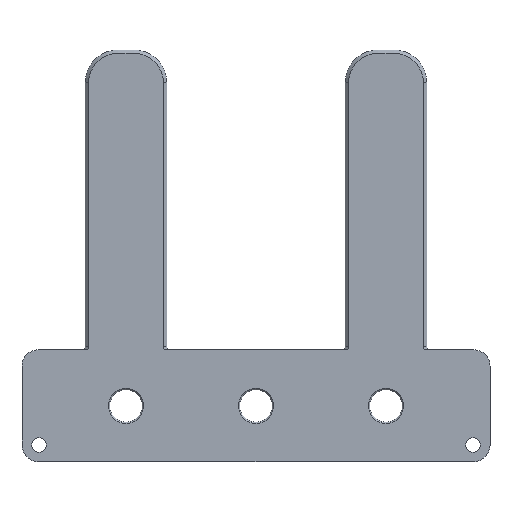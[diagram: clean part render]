
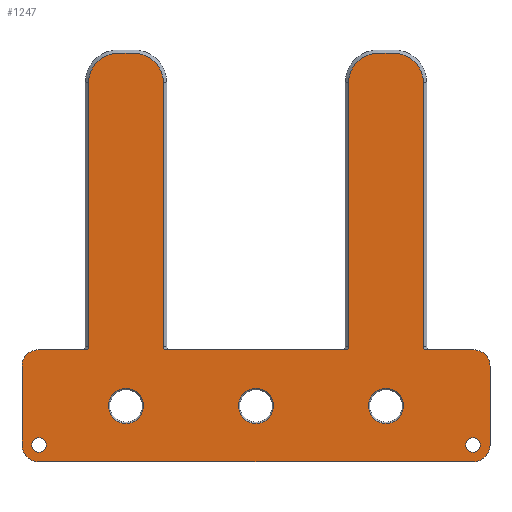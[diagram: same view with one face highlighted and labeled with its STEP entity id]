
A CAD part, top view. The second image highlights one B-rep face of the part: STEP entity #1247.
In plain terms, the highlighted planar face has unit normal (0, 0, 1).
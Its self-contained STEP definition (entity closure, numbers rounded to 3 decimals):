
#32=FACE_BOUND('',#164,.T.);
#33=FACE_BOUND('',#165,.T.);
#34=FACE_BOUND('',#166,.T.);
#35=FACE_BOUND('',#167,.T.);
#36=FACE_BOUND('',#168,.T.);
#42=PLANE('',#1341);
#85=FACE_OUTER_BOUND('',#163,.T.);
#163=EDGE_LOOP('',(#857,#858,#859,#860,#861,#862,#863,#864,#865,#866,#867,
#868,#869,#870,#871,#872,#873,#874,#875,#876,#877,#878,#879,#880));
#164=EDGE_LOOP('',(#881));
#165=EDGE_LOOP('',(#882));
#166=EDGE_LOOP('',(#883));
#167=EDGE_LOOP('',(#884));
#168=EDGE_LOOP('',(#885));
#251=LINE('',#1873,#379);
#252=LINE('',#1877,#380);
#253=LINE('',#1881,#381);
#254=LINE('',#1885,#382);
#255=LINE('',#1889,#383);
#256=LINE('',#1893,#384);
#257=LINE('',#1897,#385);
#258=LINE('',#1901,#386);
#259=LINE('',#1905,#387);
#260=LINE('',#1909,#388);
#261=LINE('',#1913,#389);
#262=LINE('',#1916,#390);
#379=VECTOR('',#1482,10.);
#380=VECTOR('',#1485,10.);
#381=VECTOR('',#1488,10.);
#382=VECTOR('',#1491,10.);
#383=VECTOR('',#1494,10.);
#384=VECTOR('',#1497,10.);
#385=VECTOR('',#1500,10.);
#386=VECTOR('',#1503,10.);
#387=VECTOR('',#1506,10.);
#388=VECTOR('',#1509,10.);
#389=VECTOR('',#1512,10.);
#390=VECTOR('',#1515,10.);
#506=CIRCLE('',#1339,5.4);
#508=CIRCLE('',#1342,2.);
#509=CIRCLE('',#1343,9.);
#510=CIRCLE('',#1344,9.);
#511=CIRCLE('',#1345,2.);
#512=CIRCLE('',#1346,2.);
#513=CIRCLE('',#1347,9.);
#514=CIRCLE('',#1348,9.);
#515=CIRCLE('',#1349,2.);
#516=CIRCLE('',#1350,5.);
#517=CIRCLE('',#1351,5.2);
#518=CIRCLE('',#1352,5.2);
#519=CIRCLE('',#1353,5.);
#520=CIRCLE('',#1354,5.4);
#521=CIRCLE('',#1355,2.25);
#522=CIRCLE('',#1356,2.25);
#523=CIRCLE('',#1357,5.4);
#559=VERTEX_POINT('',#1863);
#561=VERTEX_POINT('',#1869);
#562=VERTEX_POINT('',#1870);
#563=VERTEX_POINT('',#1872);
#564=VERTEX_POINT('',#1874);
#565=VERTEX_POINT('',#1876);
#566=VERTEX_POINT('',#1878);
#567=VERTEX_POINT('',#1880);
#568=VERTEX_POINT('',#1882);
#569=VERTEX_POINT('',#1884);
#570=VERTEX_POINT('',#1886);
#571=VERTEX_POINT('',#1888);
#572=VERTEX_POINT('',#1890);
#573=VERTEX_POINT('',#1892);
#574=VERTEX_POINT('',#1894);
#575=VERTEX_POINT('',#1896);
#576=VERTEX_POINT('',#1898);
#577=VERTEX_POINT('',#1900);
#578=VERTEX_POINT('',#1902);
#579=VERTEX_POINT('',#1904);
#580=VERTEX_POINT('',#1906);
#581=VERTEX_POINT('',#1908);
#582=VERTEX_POINT('',#1910);
#583=VERTEX_POINT('',#1912);
#584=VERTEX_POINT('',#1914);
#585=VERTEX_POINT('',#1917);
#586=VERTEX_POINT('',#1919);
#587=VERTEX_POINT('',#1921);
#588=VERTEX_POINT('',#1923);
#668=EDGE_CURVE('',#559,#559,#506,.T.);
#671=EDGE_CURVE('',#561,#562,#508,.T.);
#672=EDGE_CURVE('',#563,#561,#251,.T.);
#673=EDGE_CURVE('',#564,#563,#509,.T.);
#674=EDGE_CURVE('',#565,#564,#252,.T.);
#675=EDGE_CURVE('',#566,#565,#510,.T.);
#676=EDGE_CURVE('',#567,#566,#253,.T.);
#677=EDGE_CURVE('',#568,#567,#511,.T.);
#678=EDGE_CURVE('',#568,#569,#254,.T.);
#679=EDGE_CURVE('',#570,#569,#512,.T.);
#680=EDGE_CURVE('',#571,#570,#255,.T.);
#681=EDGE_CURVE('',#572,#571,#513,.T.);
#682=EDGE_CURVE('',#573,#572,#256,.T.);
#683=EDGE_CURVE('',#574,#573,#514,.T.);
#684=EDGE_CURVE('',#575,#574,#257,.T.);
#685=EDGE_CURVE('',#576,#575,#515,.T.);
#686=EDGE_CURVE('',#576,#577,#258,.T.);
#687=EDGE_CURVE('',#577,#578,#516,.T.);
#688=EDGE_CURVE('',#578,#579,#259,.T.);
#689=EDGE_CURVE('',#579,#580,#517,.T.);
#690=EDGE_CURVE('',#580,#581,#260,.T.);
#691=EDGE_CURVE('',#581,#582,#518,.T.);
#692=EDGE_CURVE('',#582,#583,#261,.T.);
#693=EDGE_CURVE('',#583,#584,#519,.T.);
#694=EDGE_CURVE('',#584,#562,#262,.T.);
#695=EDGE_CURVE('',#585,#585,#520,.T.);
#696=EDGE_CURVE('',#586,#586,#521,.T.);
#697=EDGE_CURVE('',#587,#587,#522,.T.);
#698=EDGE_CURVE('',#588,#588,#523,.T.);
#857=ORIENTED_EDGE('',*,*,#671,.F.);
#858=ORIENTED_EDGE('',*,*,#672,.F.);
#859=ORIENTED_EDGE('',*,*,#673,.F.);
#860=ORIENTED_EDGE('',*,*,#674,.F.);
#861=ORIENTED_EDGE('',*,*,#675,.F.);
#862=ORIENTED_EDGE('',*,*,#676,.F.);
#863=ORIENTED_EDGE('',*,*,#677,.F.);
#864=ORIENTED_EDGE('',*,*,#678,.T.);
#865=ORIENTED_EDGE('',*,*,#679,.F.);
#866=ORIENTED_EDGE('',*,*,#680,.F.);
#867=ORIENTED_EDGE('',*,*,#681,.F.);
#868=ORIENTED_EDGE('',*,*,#682,.F.);
#869=ORIENTED_EDGE('',*,*,#683,.F.);
#870=ORIENTED_EDGE('',*,*,#684,.F.);
#871=ORIENTED_EDGE('',*,*,#685,.F.);
#872=ORIENTED_EDGE('',*,*,#686,.T.);
#873=ORIENTED_EDGE('',*,*,#687,.T.);
#874=ORIENTED_EDGE('',*,*,#688,.T.);
#875=ORIENTED_EDGE('',*,*,#689,.T.);
#876=ORIENTED_EDGE('',*,*,#690,.T.);
#877=ORIENTED_EDGE('',*,*,#691,.T.);
#878=ORIENTED_EDGE('',*,*,#692,.T.);
#879=ORIENTED_EDGE('',*,*,#693,.T.);
#880=ORIENTED_EDGE('',*,*,#694,.T.);
#881=ORIENTED_EDGE('',*,*,#695,.F.);
#882=ORIENTED_EDGE('',*,*,#696,.T.);
#883=ORIENTED_EDGE('',*,*,#697,.T.);
#884=ORIENTED_EDGE('',*,*,#698,.F.);
#885=ORIENTED_EDGE('',*,*,#668,.F.);
#1247=ADVANCED_FACE('',(#85,#32,#33,#34,#35,#36),#42,.F.);
#1339=AXIS2_PLACEMENT_3D('',#1864,#1473,#1474);
#1341=AXIS2_PLACEMENT_3D('',#1868,#1478,#1479);
#1342=AXIS2_PLACEMENT_3D('',#1871,#1480,#1481);
#1343=AXIS2_PLACEMENT_3D('',#1875,#1483,#1484);
#1344=AXIS2_PLACEMENT_3D('',#1879,#1486,#1487);
#1345=AXIS2_PLACEMENT_3D('',#1883,#1489,#1490);
#1346=AXIS2_PLACEMENT_3D('',#1887,#1492,#1493);
#1347=AXIS2_PLACEMENT_3D('',#1891,#1495,#1496);
#1348=AXIS2_PLACEMENT_3D('',#1895,#1498,#1499);
#1349=AXIS2_PLACEMENT_3D('',#1899,#1501,#1502);
#1350=AXIS2_PLACEMENT_3D('',#1903,#1504,#1505);
#1351=AXIS2_PLACEMENT_3D('',#1907,#1507,#1508);
#1352=AXIS2_PLACEMENT_3D('',#1911,#1510,#1511);
#1353=AXIS2_PLACEMENT_3D('',#1915,#1513,#1514);
#1354=AXIS2_PLACEMENT_3D('',#1918,#1516,#1517);
#1355=AXIS2_PLACEMENT_3D('',#1920,#1518,#1519);
#1356=AXIS2_PLACEMENT_3D('',#1922,#1520,#1521);
#1357=AXIS2_PLACEMENT_3D('',#1924,#1522,#1523);
#1473=DIRECTION('center_axis',(0.,0.,1.));
#1474=DIRECTION('ref_axis',(1.,0.,0.));
#1478=DIRECTION('center_axis',(0.,0.,-1.));
#1479=DIRECTION('ref_axis',(-1.,0.,0.));
#1480=DIRECTION('center_axis',(0.,0.,1.));
#1481=DIRECTION('ref_axis',(-0.707,-0.707,0.));
#1482=DIRECTION('',(0.,-1.,0.));
#1483=DIRECTION('center_axis',(0.,0.,-1.));
#1484=DIRECTION('ref_axis',(0.707,0.707,0.));
#1485=DIRECTION('',(1.,0.,0.));
#1486=DIRECTION('center_axis',(0.,0.,-1.));
#1487=DIRECTION('ref_axis',(-0.707,0.707,0.));
#1488=DIRECTION('',(0.,1.,0.));
#1489=DIRECTION('center_axis',(0.,0.,1.));
#1490=DIRECTION('ref_axis',(0.707,-0.707,0.));
#1491=DIRECTION('',(-1.,0.,0.));
#1492=DIRECTION('center_axis',(0.,0.,1.));
#1493=DIRECTION('ref_axis',(-0.707,-0.707,0.));
#1494=DIRECTION('',(0.,-1.,0.));
#1495=DIRECTION('center_axis',(0.,0.,-1.));
#1496=DIRECTION('ref_axis',(0.707,0.707,0.));
#1497=DIRECTION('',(1.,0.,0.));
#1498=DIRECTION('center_axis',(0.,0.,-1.));
#1499=DIRECTION('ref_axis',(-0.707,0.707,0.));
#1500=DIRECTION('',(0.,1.,0.));
#1501=DIRECTION('center_axis',(0.,0.,1.));
#1502=DIRECTION('ref_axis',(0.707,-0.707,0.));
#1503=DIRECTION('',(-1.,0.,0.));
#1504=DIRECTION('center_axis',(0.,0.,1.));
#1505=DIRECTION('ref_axis',(-0.707,0.707,0.));
#1506=DIRECTION('',(0.,-1.,0.));
#1507=DIRECTION('center_axis',(0.,0.,1.));
#1508=DIRECTION('ref_axis',(-1.,0.,0.));
#1509=DIRECTION('',(1.,0.,0.));
#1510=DIRECTION('center_axis',(0.,0.,1.));
#1511=DIRECTION('ref_axis',(0.,-1.,0.));
#1512=DIRECTION('',(0.,1.,0.));
#1513=DIRECTION('center_axis',(0.,0.,1.));
#1514=DIRECTION('ref_axis',(0.707,0.707,0.));
#1515=DIRECTION('',(-1.,0.,0.));
#1516=DIRECTION('center_axis',(0.,0.,1.));
#1517=DIRECTION('ref_axis',(1.,0.,0.));
#1518=DIRECTION('center_axis',(0.,0.,-1.));
#1519=DIRECTION('ref_axis',(1.,0.,0.));
#1520=DIRECTION('center_axis',(0.,0.,-1.));
#1521=DIRECTION('ref_axis',(1.,0.,0.));
#1522=DIRECTION('center_axis',(0.,0.,1.));
#1523=DIRECTION('ref_axis',(1.,0.,0.));
#1863=CARTESIAN_POINT('',(-45.4,-54.75,1.));
#1864=CARTESIAN_POINT('Origin',(-40.,-54.75,1.));
#1868=CARTESIAN_POINT('Origin',(40.,8.625,1.));
#1869=CARTESIAN_POINT('',(51.5,-36.5,1.));
#1870=CARTESIAN_POINT('',(51.768,-37.5,1.));
#1871=CARTESIAN_POINT('Origin',(53.5,-36.5,1.));
#1872=CARTESIAN_POINT('',(51.5,44.75,1.));
#1873=CARTESIAN_POINT('',(51.5,31.688,1.));
#1874=CARTESIAN_POINT('',(42.5,53.75,1.));
#1875=CARTESIAN_POINT('Origin',(42.5,44.75,1.));
#1876=CARTESIAN_POINT('',(37.5,53.75,1.));
#1877=CARTESIAN_POINT('',(33.75,53.75,1.));
#1878=CARTESIAN_POINT('',(28.5,44.75,1.));
#1879=CARTESIAN_POINT('Origin',(37.5,44.75,1.));
#1880=CARTESIAN_POINT('',(28.5,-36.5,1.));
#1881=CARTESIAN_POINT('',(28.5,-14.438,1.));
#1882=CARTESIAN_POINT('',(28.232,-37.5,1.));
#1883=CARTESIAN_POINT('Origin',(26.5,-36.5,1.));
#1884=CARTESIAN_POINT('',(-28.232,-37.5,1.));
#1885=CARTESIAN_POINT('',(36.,-37.5,1.));
#1886=CARTESIAN_POINT('',(-28.5,-36.5,1.));
#1887=CARTESIAN_POINT('Origin',(-26.5,-36.5,1.));
#1888=CARTESIAN_POINT('',(-28.5,44.75,1.));
#1889=CARTESIAN_POINT('',(-28.5,-14.438,1.));
#1890=CARTESIAN_POINT('',(-37.5,53.75,1.));
#1891=CARTESIAN_POINT('Origin',(-37.5,44.75,1.));
#1892=CARTESIAN_POINT('',(-42.5,53.75,1.));
#1893=CARTESIAN_POINT('',(-33.75,53.75,1.));
#1894=CARTESIAN_POINT('',(-51.5,44.75,1.));
#1895=CARTESIAN_POINT('Origin',(-42.5,44.75,1.));
#1896=CARTESIAN_POINT('',(-51.5,-36.5,1.));
#1897=CARTESIAN_POINT('',(-51.5,31.688,1.));
#1898=CARTESIAN_POINT('',(-51.768,-37.5,1.));
#1899=CARTESIAN_POINT('Origin',(-53.5,-36.5,1.));
#1900=CARTESIAN_POINT('',(-67.,-37.5,1.));
#1901=CARTESIAN_POINT('',(36.,-37.5,1.));
#1902=CARTESIAN_POINT('',(-72.,-42.5,1.));
#1903=CARTESIAN_POINT('Origin',(-67.,-42.5,1.));
#1904=CARTESIAN_POINT('',(-72.,-66.8,1.));
#1905=CARTESIAN_POINT('',(-72.,-23.063,1.));
#1906=CARTESIAN_POINT('',(-66.8,-72.,1.));
#1907=CARTESIAN_POINT('Origin',(-66.8,-66.8,1.));
#1908=CARTESIAN_POINT('',(66.8,-72.,1.));
#1909=CARTESIAN_POINT('',(-33.4,-72.,1.));
#1910=CARTESIAN_POINT('',(72.,-66.8,1.));
#1911=CARTESIAN_POINT('Origin',(66.8,-66.8,1.));
#1912=CARTESIAN_POINT('',(72.,-42.5,1.));
#1913=CARTESIAN_POINT('',(72.,-37.713,1.));
#1914=CARTESIAN_POINT('',(67.,-37.5,1.));
#1915=CARTESIAN_POINT('Origin',(67.,-42.5,1.));
#1916=CARTESIAN_POINT('',(36.,-37.5,1.));
#1917=CARTESIAN_POINT('',(-5.4,-54.75,1.));
#1918=CARTESIAN_POINT('Origin',(0.,-54.75,1.));
#1919=CARTESIAN_POINT('',(-69.05,-66.8,1.));
#1920=CARTESIAN_POINT('Origin',(-66.8,-66.8,1.));
#1921=CARTESIAN_POINT('',(64.55,-66.8,1.));
#1922=CARTESIAN_POINT('Origin',(66.8,-66.8,1.));
#1923=CARTESIAN_POINT('',(34.6,-54.75,1.));
#1924=CARTESIAN_POINT('Origin',(40.,-54.75,1.));
